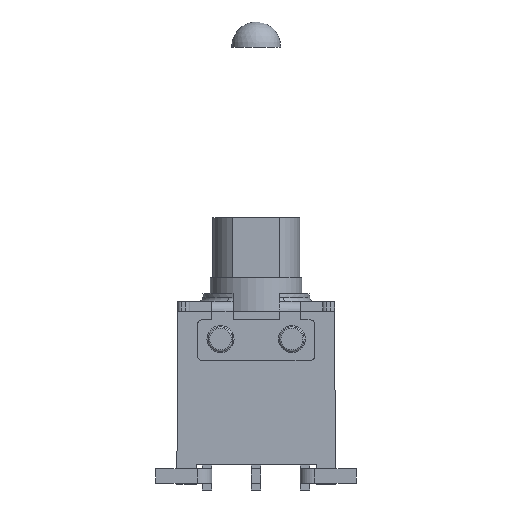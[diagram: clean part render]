
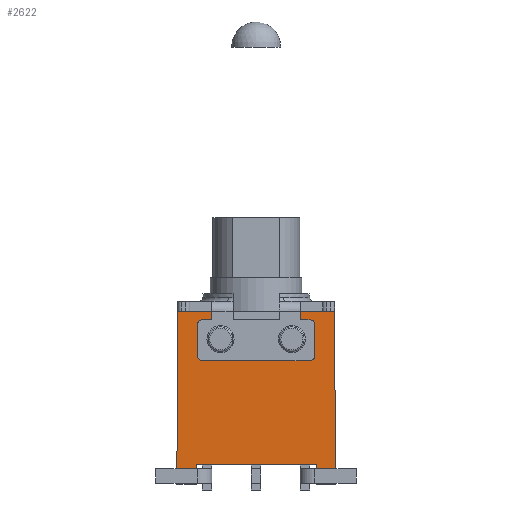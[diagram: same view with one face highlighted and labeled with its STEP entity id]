
A CAD part, left-side view. The second image highlights one B-rep face of the part: STEP entity #2622.
In plain terms, the highlighted planar face has unit normal (-1, 0, 0).
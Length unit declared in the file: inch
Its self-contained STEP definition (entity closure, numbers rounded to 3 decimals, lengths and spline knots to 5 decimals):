
#146=PLANE('',#2863);
#285=FACE_OUTER_BOUND('',#435,.T.);
#435=EDGE_LOOP('',(#2386,#2387,#2388,#2389,#2390,#2391,#2392,#2393,#2394,
#2395,#2396,#2397,#2398,#2399,#2400,#2401,#2402,#2403,#2404,#2405,#2406,
#2407));
#600=LINE('',#4236,#882);
#605=LINE('',#4244,#887);
#612=LINE('',#4258,#894);
#615=LINE('',#4263,#897);
#618=LINE('',#4271,#900);
#621=LINE('',#4279,#903);
#624=LINE('',#4287,#906);
#646=LINE('',#4342,#928);
#647=LINE('',#4344,#929);
#673=LINE('',#4405,#955);
#681=LINE('',#4420,#963);
#687=LINE('',#4432,#969);
#691=LINE('',#4440,#973);
#696=LINE('',#4446,#978);
#698=LINE('',#4450,#980);
#701=LINE('',#4455,#983);
#703=LINE('',#4459,#985);
#704=LINE('',#4461,#986);
#882=VECTOR('',#3320,0.3937);
#887=VECTOR('',#3327,0.3937);
#894=VECTOR('',#3340,0.3937);
#897=VECTOR('',#3345,0.3937);
#900=VECTOR('',#3354,0.3937);
#903=VECTOR('',#3363,0.3937);
#906=VECTOR('',#3372,0.3937);
#928=VECTOR('',#3434,0.3937);
#929=VECTOR('',#3435,0.3937);
#955=VECTOR('',#3489,0.3937);
#963=VECTOR('',#3503,0.3937);
#969=VECTOR('',#3515,0.3937);
#973=VECTOR('',#3523,0.3937);
#978=VECTOR('',#3530,0.3937);
#980=VECTOR('',#3534,0.3937);
#983=VECTOR('',#3539,0.3937);
#985=VECTOR('',#3543,0.3937);
#986=VECTOR('',#3546,0.3937);
#1084=CIRCLE('',#2808,0.00984);
#1085=CIRCLE('',#2811,0.00984);
#1086=CIRCLE('',#2814,0.00984);
#1087=CIRCLE('',#2817,0.00984);
#1261=VERTEX_POINT('',#4233);
#1262=VERTEX_POINT('',#4235);
#1263=VERTEX_POINT('',#4241);
#1264=VERTEX_POINT('',#4243);
#1268=VERTEX_POINT('',#4257);
#1269=VERTEX_POINT('',#4261);
#1270=VERTEX_POINT('',#4265);
#1271=VERTEX_POINT('',#4269);
#1272=VERTEX_POINT('',#4273);
#1273=VERTEX_POINT('',#4277);
#1274=VERTEX_POINT('',#4281);
#1275=VERTEX_POINT('',#4285);
#1288=VERTEX_POINT('',#4340);
#1289=VERTEX_POINT('',#4343);
#1309=VERTEX_POINT('',#4402);
#1310=VERTEX_POINT('',#4404);
#1314=VERTEX_POINT('',#4418);
#1317=VERTEX_POINT('',#4430);
#1319=VERTEX_POINT('',#4438);
#1320=VERTEX_POINT('',#4449);
#1321=VERTEX_POINT('',#4453);
#1322=VERTEX_POINT('',#4457);
#1577=EDGE_CURVE('',#1262,#1261,#600,.T.);
#1582=EDGE_CURVE('',#1264,#1263,#605,.T.);
#1589=EDGE_CURVE('',#1268,#1264,#612,.T.);
#1592=EDGE_CURVE('',#1261,#1269,#615,.T.);
#1594=EDGE_CURVE('',#1269,#1270,#1084,.T.);
#1596=EDGE_CURVE('',#1270,#1271,#618,.T.);
#1598=EDGE_CURVE('',#1271,#1272,#1085,.T.);
#1600=EDGE_CURVE('',#1272,#1273,#621,.T.);
#1602=EDGE_CURVE('',#1273,#1274,#1086,.T.);
#1604=EDGE_CURVE('',#1274,#1275,#624,.T.);
#1605=EDGE_CURVE('',#1275,#1268,#1087,.T.);
#1633=EDGE_CURVE('',#1288,#1263,#646,.T.);
#1634=EDGE_CURVE('',#1262,#1289,#647,.T.);
#1660=EDGE_CURVE('',#1309,#1310,#673,.T.);
#1668=EDGE_CURVE('',#1314,#1309,#681,.T.);
#1674=EDGE_CURVE('',#1317,#1314,#687,.T.);
#1678=EDGE_CURVE('',#1319,#1317,#691,.T.);
#1683=EDGE_CURVE('',#1310,#1288,#696,.T.);
#1685=EDGE_CURVE('',#1289,#1320,#698,.T.);
#1688=EDGE_CURVE('',#1321,#1319,#701,.T.);
#1690=EDGE_CURVE('',#1322,#1321,#703,.T.);
#1691=EDGE_CURVE('',#1320,#1322,#704,.T.);
#2386=ORIENTED_EDGE('',*,*,#1582,.T.);
#2387=ORIENTED_EDGE('',*,*,#1633,.F.);
#2388=ORIENTED_EDGE('',*,*,#1683,.F.);
#2389=ORIENTED_EDGE('',*,*,#1660,.F.);
#2390=ORIENTED_EDGE('',*,*,#1668,.F.);
#2391=ORIENTED_EDGE('',*,*,#1674,.F.);
#2392=ORIENTED_EDGE('',*,*,#1678,.F.);
#2393=ORIENTED_EDGE('',*,*,#1688,.F.);
#2394=ORIENTED_EDGE('',*,*,#1690,.F.);
#2395=ORIENTED_EDGE('',*,*,#1691,.F.);
#2396=ORIENTED_EDGE('',*,*,#1685,.F.);
#2397=ORIENTED_EDGE('',*,*,#1634,.F.);
#2398=ORIENTED_EDGE('',*,*,#1577,.T.);
#2399=ORIENTED_EDGE('',*,*,#1592,.T.);
#2400=ORIENTED_EDGE('',*,*,#1594,.T.);
#2401=ORIENTED_EDGE('',*,*,#1596,.T.);
#2402=ORIENTED_EDGE('',*,*,#1598,.T.);
#2403=ORIENTED_EDGE('',*,*,#1600,.T.);
#2404=ORIENTED_EDGE('',*,*,#1602,.T.);
#2405=ORIENTED_EDGE('',*,*,#1604,.T.);
#2406=ORIENTED_EDGE('',*,*,#1605,.T.);
#2407=ORIENTED_EDGE('',*,*,#1589,.T.);
#2622=ADVANCED_FACE('',(#285),#146,.F.);
#2808=AXIS2_PLACEMENT_3D('',#4267,#3349,#3350);
#2811=AXIS2_PLACEMENT_3D('',#4275,#3358,#3359);
#2814=AXIS2_PLACEMENT_3D('',#4283,#3367,#3368);
#2817=AXIS2_PLACEMENT_3D('',#4289,#3375,#3376);
#2863=AXIS2_PLACEMENT_3D('',#4462,#3547,#3548);
#3320=DIRECTION('',(0.,0.,-1.));
#3327=DIRECTION('',(0.,0.,1.));
#3340=DIRECTION('',(0.,-1.,0.));
#3345=DIRECTION('',(0.,-1.,0.));
#3349=DIRECTION('center_axis',(1.,0.,0.));
#3350=DIRECTION('ref_axis',(0.,1.,0.));
#3354=DIRECTION('',(0.,0.,-1.));
#3358=DIRECTION('center_axis',(1.,0.,0.));
#3359=DIRECTION('ref_axis',(0.,0.,
1.));
#3363=DIRECTION('',(0.,1.,0.));
#3367=DIRECTION('center_axis',(1.,0.,0.));
#3368=DIRECTION('ref_axis',(0.,-1.,0.));
#3372=DIRECTION('',(0.,0.,1.));
#3375=DIRECTION('center_axis',(1.,0.,0.));
#3376=DIRECTION('ref_axis',(0.,0.,
-1.));
#3434=DIRECTION('',(0.,-1.,0.));
#3435=DIRECTION('',(0.,-1.,0.));
#3489=DIRECTION('',(0.,0.,1.));
#3503=DIRECTION('',(0.,1.,0.));
#3515=DIRECTION('',(0.,0.,-1.));
#3523=DIRECTION('',(0.,1.,0.));
#3530=DIRECTION('',(0.,-0.006,1.));
#3534=DIRECTION('',(0.,-0.006,-1.));
#3539=DIRECTION('',(0.,0.,1.));
#3543=DIRECTION('',(0.,1.,0.));
#3546=DIRECTION('',(0.,0.,-1.));
#3547=DIRECTION('center_axis',(1.,0.,0.));
#3548=DIRECTION('ref_axis',(0.,0.,
-1.));
#4233=CARTESIAN_POINT('',(-0.11793,0.12205,0.28615));
#4235=CARTESIAN_POINT('',(-0.11793,0.12205,0.30308));
#4236=CARTESIAN_POINT('',(-0.11793,0.12205,0.14688));
#4241=CARTESIAN_POINT('',(-0.11793,0.30315,0.30308));
#4243=CARTESIAN_POINT('',(-0.11793,0.30315,0.28615));
#4244=CARTESIAN_POINT('',(-0.11793,0.30315,0.12818));
#4257=CARTESIAN_POINT('',(-0.11793,0.32284,0.28615));
#4258=CARTESIAN_POINT('',(-0.11793,0.19654,0.28615));
#4261=CARTESIAN_POINT('',(-0.11793,0.10237,0.28615));
#4263=CARTESIAN_POINT('',(-0.11793,0.19654,0.28615));
#4265=CARTESIAN_POINT('',(-0.11793,0.09252,0.27631));
#4267=CARTESIAN_POINT('Origin',(-0.11793,0.10237,0.27631));
#4269=CARTESIAN_POINT('',(-0.11793,0.09252,0.21253));
#4271=CARTESIAN_POINT('',(-0.11793,0.09252,0.12326));
#4273=CARTESIAN_POINT('',(-0.11793,0.10237,0.20268));
#4275=CARTESIAN_POINT('Origin',(-0.11793,0.10237,0.21253));
#4277=CARTESIAN_POINT('',(-0.11793,0.32284,0.20268));
#4279=CARTESIAN_POINT('',(-0.11793,0.08631,0.20268));
#4281=CARTESIAN_POINT('',(-0.11793,0.33268,0.21253));
#4283=CARTESIAN_POINT('Origin',(-0.11793,0.32284,0.21253));
#4285=CARTESIAN_POINT('',(-0.11793,0.33268,0.27631));
#4287=CARTESIAN_POINT('',(-0.11793,0.33268,0.09137));
#4289=CARTESIAN_POINT('Origin',(-0.11793,0.32284,0.27631));
#4340=CARTESIAN_POINT('',(-0.11793,0.37261,0.30308));
#4342=CARTESIAN_POINT('',(-0.11793,0.37261,0.30308));
#4343=CARTESIAN_POINT('',(-0.11793,0.05253,0.30308));
#4344=CARTESIAN_POINT('',(-0.11793,0.37261,0.30308));
#4402=CARTESIAN_POINT('',(-0.11793,0.37458,-0.04947));
#4404=CARTESIAN_POINT('',(-0.11793,0.37458,-0.0101));
#4405=CARTESIAN_POINT('',(-0.11793,0.37458,-0.04947));
#4418=CARTESIAN_POINT('',(-0.11793,0.33521,-0.04947));
#4420=CARTESIAN_POINT('',(-0.11793,0.33521,-0.04947));
#4430=CARTESIAN_POINT('',(-0.11793,0.33521,-0.0101));
#4432=CARTESIAN_POINT('',(-0.11793,0.33521,-0.0101));
#4438=CARTESIAN_POINT('',(-0.11793,0.08993,-0.0101));
#4440=CARTESIAN_POINT('',(-0.11793,0.05056,-0.0101));
#4446=CARTESIAN_POINT('',(-0.11793,0.37458,-0.0101));
#4449=CARTESIAN_POINT('',(-0.11793,0.05056,-0.0101));
#4450=CARTESIAN_POINT('',(-0.11793,0.05253,0.30308));
#4453=CARTESIAN_POINT('',(-0.11793,0.08993,-0.04947));
#4455=CARTESIAN_POINT('',(-0.11793,0.08993,-0.04947));
#4457=CARTESIAN_POINT('',(-0.11793,0.05056,-0.04947));
#4459=CARTESIAN_POINT('',(-0.11793,0.05056,-0.04947));
#4461=CARTESIAN_POINT('',(-0.11793,0.05056,-0.0101));
#4462=CARTESIAN_POINT('Origin',(-0.11793,0.07025,-0.02979));
